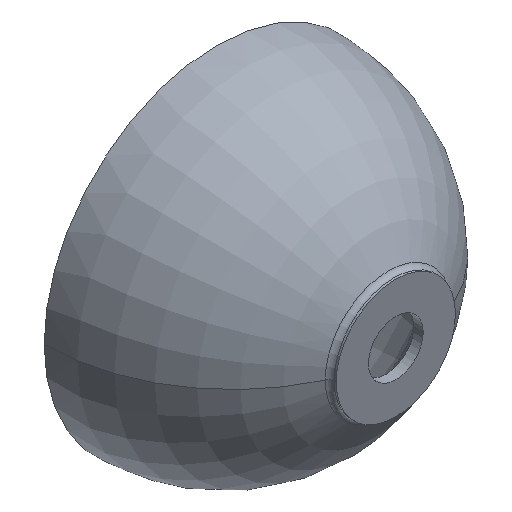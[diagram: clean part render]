
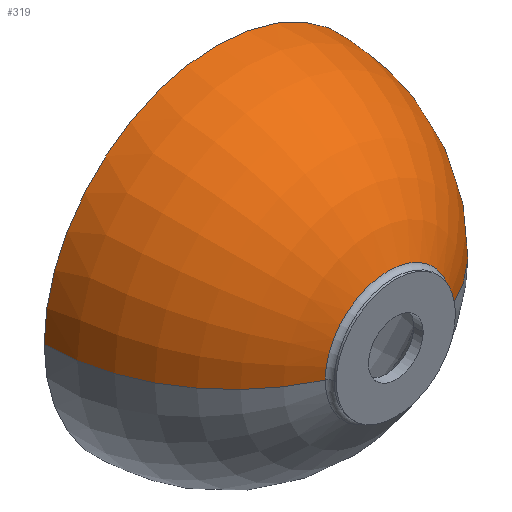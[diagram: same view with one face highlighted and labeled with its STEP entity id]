
A CAD part, isometric view. The second image highlights one B-rep face of the part: STEP entity #319.
In plain terms, the highlighted toroidal (fillet/blend) face has major radius 13.158 mm and minor radius 158.158 mm.
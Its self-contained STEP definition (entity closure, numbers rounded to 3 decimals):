
#4 = ORIENTED_EDGE ( 'NONE', *, *, #17, .T. ) ;
#10 = AXIS2_PLACEMENT_3D ( 'NONE', #72, #347, #66 ) ;
#17 = EDGE_CURVE ( 'NONE', #97, #302, #68, .T. ) ;
#18 = CARTESIAN_POINT ( 'NONE',  ( 13.158, 150., 0. ) ) ;
#33 = FACE_OUTER_BOUND ( 'NONE', #340, .T. ) ;
#37 = TOROIDAL_SURFACE ( 'NONE', #82, -13.158, 158.158 ) ;
#66 = DIRECTION ( 'NONE',  ( -1., 0., 0. ) ) ;
#68 = CIRCLE ( 'NONE', #117, 158.158 ) ;
#71 = EDGE_CURVE ( 'NONE', #220, #375, #114, .T. ) ;
#72 = CARTESIAN_POINT ( 'NONE',  ( 0., 150., 0. ) ) ;
#82 = AXIS2_PLACEMENT_3D ( 'NONE', #431, #275, #435 ) ;
#84 = DIRECTION ( 'NONE',  ( 0., 0., 1. ) ) ;
#93 = CARTESIAN_POINT ( 'NONE',  ( 52.911, 6.303, 0. ) ) ;
#97 = VERTEX_POINT ( 'NONE', #93 ) ;
#114 = CIRCLE ( 'NONE', #405, 158.158 ) ;
#117 = AXIS2_PLACEMENT_3D ( 'NONE', #382, #84, #327 ) ;
#138 = CIRCLE ( 'NONE', #256, 52.911 ) ;
#139 = EDGE_CURVE ( 'NONE', #220, #97, #138, .T. ) ;
#144 = ORIENTED_EDGE ( 'NONE', *, *, #71, .F. ) ;
#220 = VERTEX_POINT ( 'NONE', #422 ) ;
#256 = AXIS2_PLACEMENT_3D ( 'NONE', #295, #430, #338 ) ;
#275 = DIRECTION ( 'NONE',  ( 0., 1., 0. ) ) ;
#281 = ORIENTED_EDGE ( 'NONE', *, *, #374, .F. ) ;
#295 = CARTESIAN_POINT ( 'NONE',  ( 0., 6.303, 0. ) ) ;
#302 = VERTEX_POINT ( 'NONE', #370 ) ;
#319 = ADVANCED_FACE ( 'NONE', ( #33 ), #37, .T. ) ;
#327 = DIRECTION ( 'NONE',  ( 1., 0., 0. ) ) ;
#338 = DIRECTION ( 'NONE',  ( -1., 0., 0. ) ) ;
#340 = EDGE_LOOP ( 'NONE', ( #353, #4, #281, #144 ) ) ;
#344 = CIRCLE ( 'NONE', #10, 145. ) ;
#347 = DIRECTION ( 'NONE',  ( 0., 1., 0. ) ) ;
#353 = ORIENTED_EDGE ( 'NONE', *, *, #139, .T. ) ;
#370 = CARTESIAN_POINT ( 'NONE',  ( 145., 150., 0. ) ) ;
#374 = EDGE_CURVE ( 'NONE', #375, #302, #344, .T. ) ;
#375 = VERTEX_POINT ( 'NONE', #404 ) ;
#382 = CARTESIAN_POINT ( 'NONE',  ( -13.158, 150., 0. ) ) ;
#394 = DIRECTION ( 'NONE',  ( -1., 0., 0. ) ) ;
#404 = CARTESIAN_POINT ( 'NONE',  ( -145., 150., 0. ) ) ;
#405 = AXIS2_PLACEMENT_3D ( 'NONE', #18, #421, #394 ) ;
#421 = DIRECTION ( 'NONE',  ( 0., 0., -1. ) ) ;
#422 = CARTESIAN_POINT ( 'NONE',  ( -52.911, 6.303, 0. ) ) ;
#430 = DIRECTION ( 'NONE',  ( 0., 1., 0. ) ) ;
#431 = CARTESIAN_POINT ( 'NONE',  ( 0., 150., 0. ) ) ;
#435 = DIRECTION ( 'NONE',  ( -1., 0., 0. ) ) ;
